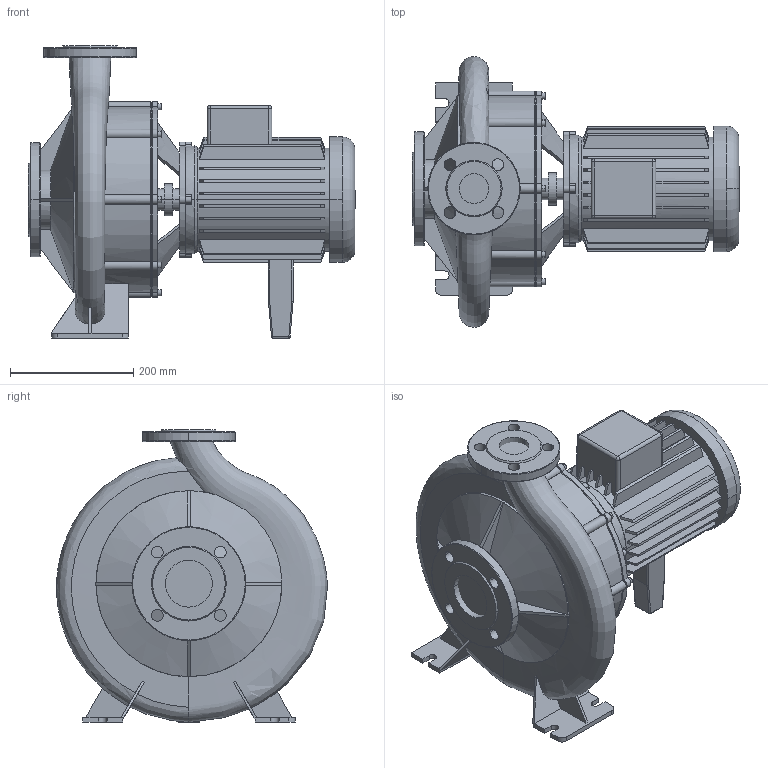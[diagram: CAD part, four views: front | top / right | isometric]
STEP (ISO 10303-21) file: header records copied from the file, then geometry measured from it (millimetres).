
FILE_DESCRIPTION((''),'2;1');
FILE_NAME('3d_BM40_275-4_4-2096583.stp','2011-01-26T14:44:48',(''),(''),'Mechanical Desktop 2008','Mechanical Desktop 2008',', , ');
FILE_SCHEMA(('CONFIG_CONTROL_DESIGN'));
Length unit declared in the file: millimetre
Products named in the file (1): Product
Bounding box: 531.5 x 440.25 x 475 mm (x, y, z)
Volume: 23937719.1 mm3; surface area: 1319435.2 mm2
Topology: 11 solids, 11 shells, 633 faces, 1621 edges, 1040 vertices
Faces by surface type: plane 285, bspline 167, cylinder 127, cone 44, sphere 8, torus 2
Entity records: 27921 total; most frequent: CARTESIAN_POINT 13266, ORIENTED_EDGE 3226, DIRECTION 2760, EDGE_CURVE 1613, VERTEX_POINT 1040, AXIS2_PLACEMENT_3D 940, VECTOR 880, LINE 880
